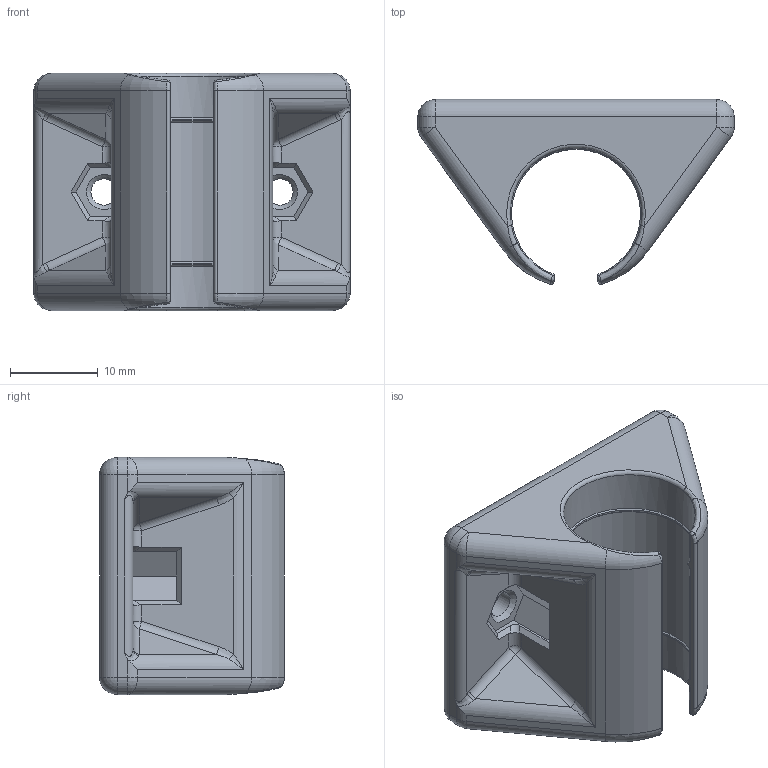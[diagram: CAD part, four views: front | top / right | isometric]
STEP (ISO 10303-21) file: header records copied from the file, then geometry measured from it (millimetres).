
FILE_DESCRIPTION(/* description */ (''),/* implementation_level */ '2;1');
FILE_NAME(/* name */ 'BearingHousing-3x-2.0.step',/* time_stamp */ '2018-03-03T21:02:31+01:00',/* author */ ('wolfgang.schadow'),/* organization */ (''),/* preprocessor_version */ 'ST-DEVELOPER v16.13',/* originating_system */ 'Autodesk Translation Framework v6.5.0.72',/* authorisation */ '');
FILE_SCHEMA (('AUTOMOTIVE_DESIGN { 1 0 10303 214 3 1 1 }'));
Length unit declared in the file: millimetre
Products named in the file (1): BearingHousing-3x-2.0
Bounding box: 36 x 21.04 x 27 mm (x, y, z)
Volume: 7466.7 mm3; surface area: 4466.7 mm2
Topology: 1 solids, 1 shells, 162 faces, 392 edges, 228 vertices
Faces by surface type: cylinder 57, plane 47, bspline 32, sphere 12, cone 8, torus 6
Full cylindrical faces by diameter (mm): 3 x2
Entity records: 5544 total; most frequent: CARTESIAN_POINT 1873, ORIENTED_EDGE 776, DIRECTION 740, EDGE_CURVE 388, AXIS2_PLACEMENT_3D 281, VERTEX_POINT 228, LINE 178, VECTOR 178
